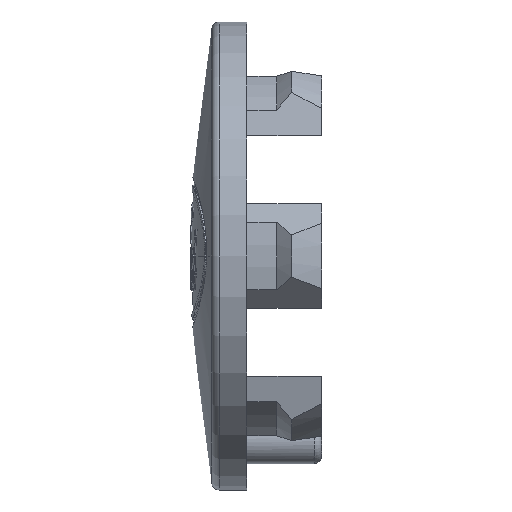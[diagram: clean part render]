
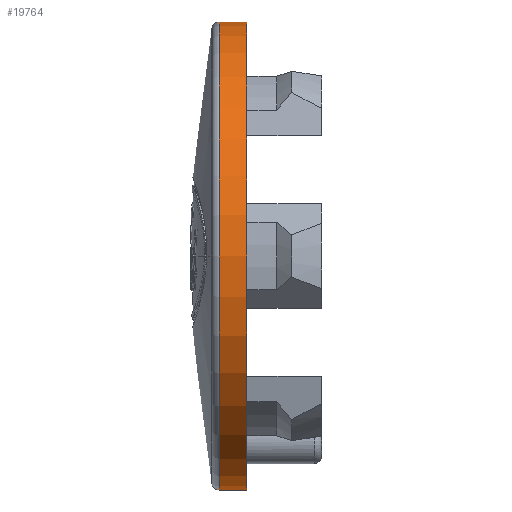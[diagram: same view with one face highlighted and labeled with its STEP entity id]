
A CAD part, left-side view. The second image highlights one B-rep face of the part: STEP entity #19764.
In plain terms, the highlighted cylindrical face has radius 31.25 mm (diameter 62.5 mm), a partial arc.
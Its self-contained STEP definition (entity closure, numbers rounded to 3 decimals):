
#294 = DIRECTION ( 'NONE',  ( 0., 1., 0. ) ) ;
#349 = CIRCLE ( 'NONE', #34558, 31.25 ) ;
#1329 = DIRECTION ( 'NONE',  ( 0., 1., 0. ) ) ;
#3915 = CARTESIAN_POINT ( 'NONE',  ( 0., -3.827, 0. ) ) ;
#4504 = VECTOR ( 'NONE', #33997, 1000. ) ;
#4589 = ORIENTED_EDGE ( 'NONE', *, *, #15391, .F. ) ;
#4783 = ORIENTED_EDGE ( 'NONE', *, *, #25591, .T. ) ;
#5481 = CIRCLE ( 'NONE', #34715, 31.25 ) ;
#6392 = EDGE_CURVE ( 'NONE', #20714, #30751, #11640, .T. ) ;
#6613 = DIRECTION ( 'NONE',  ( 0., 0., -1. ) ) ;
#6888 = CARTESIAN_POINT ( 'NONE',  ( 0., 0., 31.25 ) ) ;
#8436 = FACE_OUTER_BOUND ( 'NONE', #10842, .T. ) ;
#9545 = ORIENTED_EDGE ( 'NONE', *, *, #30972, .T. ) ;
#9703 = ORIENTED_EDGE ( 'NONE', *, *, #6392, .T. ) ;
#10842 = EDGE_LOOP ( 'NONE', ( #4589, #9545, #9703, #4783 ) ) ;
#11349 = VERTEX_POINT ( 'NONE', #14743 ) ;
#11365 = LINE ( 'NONE', #20868, #28264 ) ;
#11640 = LINE ( 'NONE', #6888, #4504 ) ;
#13735 = CARTESIAN_POINT ( 'NONE',  ( 0., 0., 0. ) ) ;
#14743 = CARTESIAN_POINT ( 'NONE',  ( 0., -7.5, -31.25 ) ) ;
#14762 = CYLINDRICAL_SURFACE ( 'NONE', #25725, 31.25 ) ;
#15391 = EDGE_CURVE ( 'NONE', #11349, #20202, #11365, .T. ) ;
#17461 = CARTESIAN_POINT ( 'NONE',  ( 0., -7.5, 0. ) ) ;
#18485 = CARTESIAN_POINT ( 'NONE',  ( 0., -7.5, 31.25 ) ) ;
#19764 = ADVANCED_FACE ( 'NONE', ( #8436 ), #14762, .T. ) ;
#20191 = DIRECTION ( 'NONE',  ( 0., 0., 1. ) ) ;
#20202 = VERTEX_POINT ( 'NONE', #23838 ) ;
#20714 = VERTEX_POINT ( 'NONE', #18485 ) ;
#20868 = CARTESIAN_POINT ( 'NONE',  ( 0., 0., -31.25 ) ) ;
#21838 = CARTESIAN_POINT ( 'NONE',  ( 0., -3.827, 31.25 ) ) ;
#22735 = DIRECTION ( 'NONE',  ( 0., -1., 0. ) ) ;
#23838 = CARTESIAN_POINT ( 'NONE',  ( 0., -3.827, -31.25 ) ) ;
#24558 = DIRECTION ( 'NONE',  ( 0., 0., 1. ) ) ;
#25591 = EDGE_CURVE ( 'NONE', #30751, #20202, #5481, .T. ) ;
#25725 = AXIS2_PLACEMENT_3D ( 'NONE', #13735, #294, #24558 ) ;
#26298 = DIRECTION ( 'NONE',  ( 0., 1., 0. ) ) ;
#28264 = VECTOR ( 'NONE', #26298, 1000. ) ;
#30751 = VERTEX_POINT ( 'NONE', #21838 ) ;
#30972 = EDGE_CURVE ( 'NONE', #11349, #20714, #349, .T. ) ;
#33997 = DIRECTION ( 'NONE',  ( 0., 1., 0. ) ) ;
#34558 = AXIS2_PLACEMENT_3D ( 'NONE', #17461, #1329, #20191 ) ;
#34715 = AXIS2_PLACEMENT_3D ( 'NONE', #3915, #22735, #6613 ) ;
